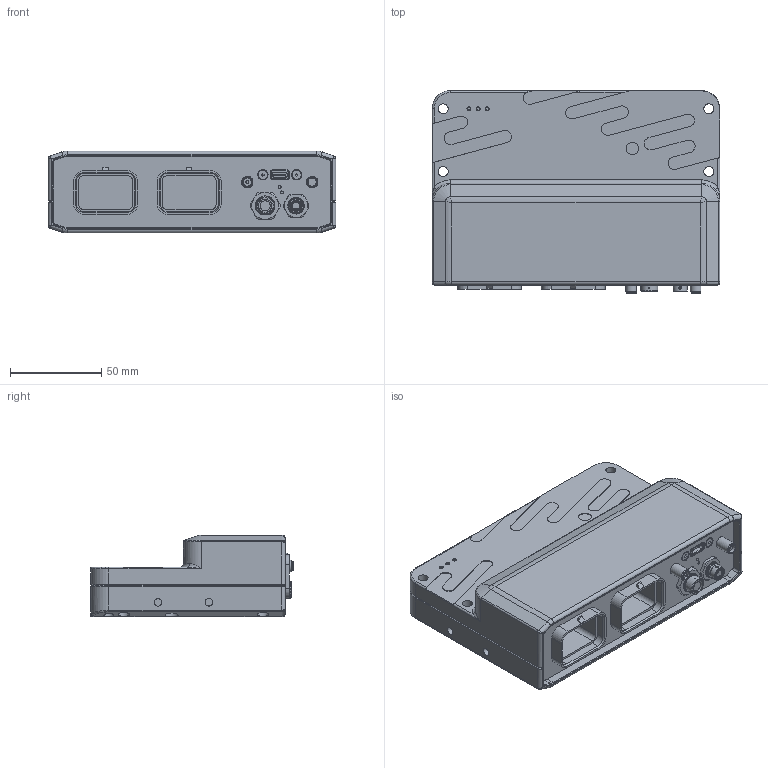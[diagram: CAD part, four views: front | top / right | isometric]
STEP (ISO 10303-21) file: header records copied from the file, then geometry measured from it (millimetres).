
FILE_DESCRIPTION(/* description */ ('STEP AP242','CAx-IF Rec.Pracs.---Representation and Presentation of Product Manufacturing Information (PMI)---4.0---2014-10-13','CAx-IF Rec.Pracs.---3D Tessellated Geometry---0.4---2014-09-14','2;1'),/* implementation_level */ '2;1');
FILE_NAME(/* name */ '6847b95b295953417c86c172',/* time_stamp */ '2025-06-10T04:49:33Z',/* author */ (''),/* organization */ (''),/* preprocessor_version */ 'ST-DEVELOPER v20',/* originating_system */ 'ONSHAPE BY PTC INC, 1.199',/* authorisation */ ' ');
FILE_SCHEMA (('AP242_MANAGED_MODEL_BASED_3D_ENGINEERING_MIM_LF { 1 0 10303 442 1 1 4 }'));
Length unit declared in the file: metre
Products named in the file (1): Voodoo Neo External Model
Bounding box: 158 x 111.4 x 45 mm (x, y, z)
Volume: 554031.8 mm3; surface area: 67072.1 mm2
Topology: 2 solids, 30 shells, 868 faces, 2163 edges, 1390 vertices
Faces by surface type: plane 393, cylinder 304, cone 61, bspline 57, torus 38, sphere 15
Full cylindrical faces by diameter (mm): 1 x1, 1.4 x3, 1.5 x2, 1.6 x4, 2.2 x3, 2.25 x2, 2.5 x2, 2.7 x2, 2.8 x2, 4.2 x4, 4.294 x4, 4.5 x2, 5 x2, 5.3 x2, 5.5 x5, 6.107 x2, 6.3 x7, 6.9 x1, 7.2 x2, 7.8 x1, 9.2 x1, 9.4 x1
Entity records: 28959 total; most frequent: CARTESIAN_POINT 9253, DIRECTION 4008, ORIENTED_EDGE 3996, EDGE_CURVE 1998, AXIS2_PLACEMENT_3D 1482, VERTEX_POINT 1326, LINE 1044, VECTOR 1044
